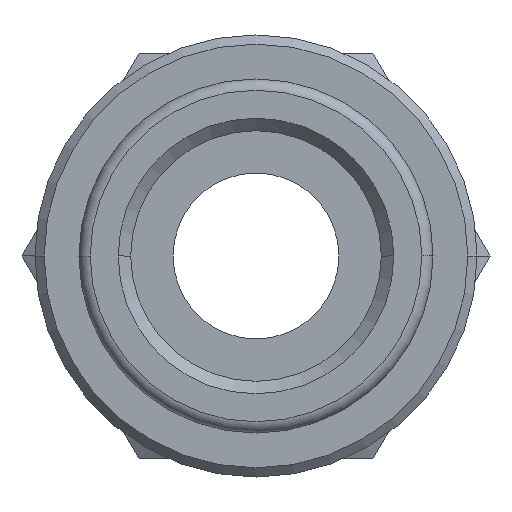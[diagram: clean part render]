
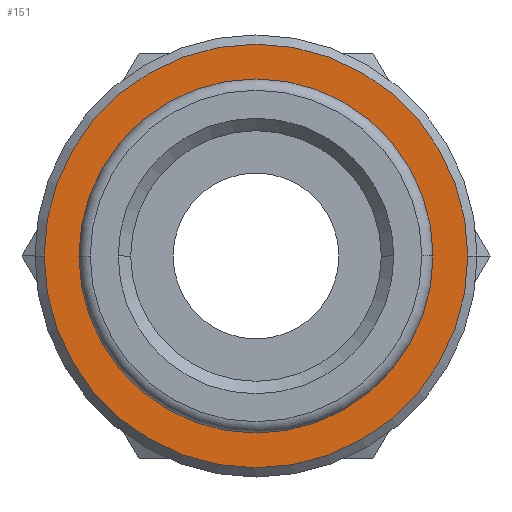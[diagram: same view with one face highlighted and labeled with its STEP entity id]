
A CAD part, front view. The second image highlights one B-rep face of the part: STEP entity #151.
In plain terms, the highlighted planar face has unit normal (0, -1, 0).
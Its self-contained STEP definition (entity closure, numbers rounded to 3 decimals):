
#151=ADVANCED_FACE('',(#340,#341),#342,.T.);
#340=FACE_BOUND('',#567,.T.);
#341=FACE_OUTER_BOUND('',#568,.T.);
#342=PLANE('',#569);
#567=EDGE_LOOP('',(#930,#931));
#568=EDGE_LOOP('',(#932,#933));
#569=AXIS2_PLACEMENT_3D('',#934,#935,#936);
#930=ORIENTED_EDGE('',*,*,#1398,.T.);
#931=ORIENTED_EDGE('',*,*,#1399,.T.);
#932=ORIENTED_EDGE('',*,*,#1400,.F.);
#933=ORIENTED_EDGE('',*,*,#1401,.F.);
#934=CARTESIAN_POINT('',(5.75,3.6,0.0));
#935=DIRECTION('',(0.,-1.0,0.0));
#936=DIRECTION('',(-1.0,0.,0.0));
#1398=EDGE_CURVE('',#1686,#1687,#1688,.T.);
#1399=EDGE_CURVE('',#1687,#1686,#1689,.T.);
#1400=EDGE_CURVE('',#1690,#1691,#1692,.T.);
#1401=EDGE_CURVE('',#1691,#1690,#1693,.T.);
#1686=VERTEX_POINT('',#2246);
#1687=VERTEX_POINT('',#2247);
#1688=CIRCLE('',#2248,9.0);
#1689=CIRCLE('',#2249,9.0);
#1690=VERTEX_POINT('',#2250);
#1691=VERTEX_POINT('',#2251);
#1692=CIRCLE('',#2252,11.5);
#1693=CIRCLE('',#2253,11.5);
#2246=CARTESIAN_POINT('',(-9.0,3.6,0.));
#2247=CARTESIAN_POINT('',(9.0,3.6,0.));
#2248=AXIS2_PLACEMENT_3D('',#2557,#2558,#2559);
#2249=AXIS2_PLACEMENT_3D('',#2560,#2561,#2562);
#2250=CARTESIAN_POINT('',(11.5,3.6,0.0));
#2251=CARTESIAN_POINT('',(-11.5,3.6,0.));
#2252=AXIS2_PLACEMENT_3D('',#2563,#2564,#2565);
#2253=AXIS2_PLACEMENT_3D('',#2566,#2567,#2568);
#2557=CARTESIAN_POINT('',(0.0,3.6,0.0));
#2558=DIRECTION('',(0.,1.0,0.0));
#2559=DIRECTION('',(1.0,0.,0.0));
#2560=CARTESIAN_POINT('',(0.0,3.6,0.0));
#2561=DIRECTION('',(0.,1.0,0.0));
#2562=DIRECTION('',(1.0,0.,0.0));
#2563=CARTESIAN_POINT('',(0.0,3.6,0.0));
#2564=DIRECTION('',(-0.0,1.0,0.0));
#2565=DIRECTION('',(1.0,0.0,0.0));
#2566=CARTESIAN_POINT('',(0.0,3.6,0.0));
#2567=DIRECTION('',(-0.0,1.0,0.0));
#2568=DIRECTION('',(1.0,0.0,0.0));
